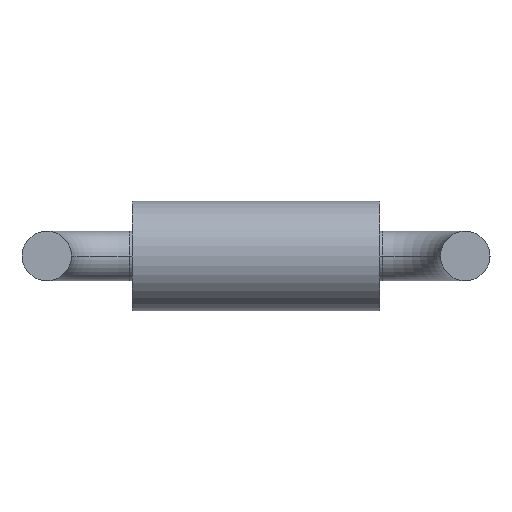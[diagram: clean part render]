
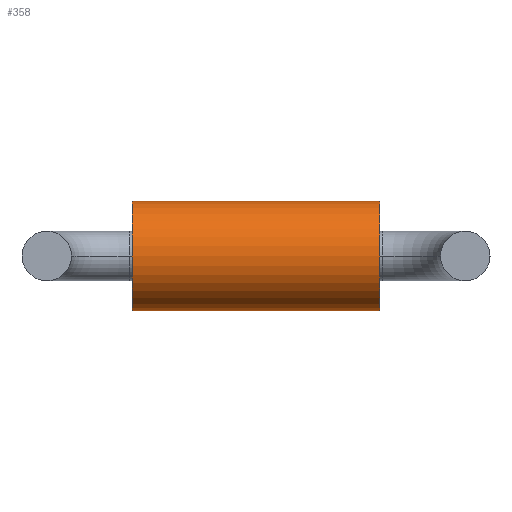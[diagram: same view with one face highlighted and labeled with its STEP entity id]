
A CAD part, front view. The second image highlights one B-rep face of the part: STEP entity #358.
In plain terms, the highlighted cylindrical face has radius 1 mm (diameter 2 mm), a partial arc.
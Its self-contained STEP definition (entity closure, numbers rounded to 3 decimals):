
#6 = CARTESIAN_POINT ( 'NONE',  ( -2.25, 0., -1. ) ) ;
#54 = LINE ( 'NONE', #548, #282 ) ;
#59 = CARTESIAN_POINT ( 'NONE',  ( 2.25, 0., 0. ) ) ;
#116 = DIRECTION ( 'NONE',  ( 0., 0., 1. ) ) ;
#118 = DIRECTION ( 'NONE',  ( -1., 0., 0. ) ) ;
#119 = EDGE_CURVE ( 'NONE', #732, #719, #432, .T. ) ;
#139 = CIRCLE ( 'NONE', #589, 1. ) ;
#165 = EDGE_LOOP ( 'NONE', ( #379, #626, #391, #585 ) ) ;
#170 = DIRECTION ( 'NONE',  ( -1., 0., 0. ) ) ;
#219 = VERTEX_POINT ( 'NONE', #353 ) ;
#228 = DIRECTION ( 'NONE',  ( 1., 0., 0. ) ) ;
#238 = CARTESIAN_POINT ( 'NONE',  ( 2.25, 0., 0. ) ) ;
#282 = VECTOR ( 'NONE', #681, 1000. ) ;
#312 = EDGE_CURVE ( 'NONE', #219, #658, #54, .T. ) ;
#318 = AXIS2_PLACEMENT_3D ( 'NONE', #238, #228, #721 ) ;
#348 = EDGE_CURVE ( 'NONE', #719, #658, #139, .T. ) ;
#352 = AXIS2_PLACEMENT_3D ( 'NONE', #59, #170, #116 ) ;
#353 = CARTESIAN_POINT ( 'NONE',  ( 2.25, 0., -1. ) ) ;
#358 = ADVANCED_FACE ( 'NONE', ( #618 ), #722, .T. ) ;
#372 = CARTESIAN_POINT ( 'NONE',  ( -2.25, 0., 0. ) ) ;
#379 = ORIENTED_EDGE ( 'NONE', *, *, #312, .F. ) ;
#391 = ORIENTED_EDGE ( 'NONE', *, *, #119, .T. ) ;
#432 = LINE ( 'NONE', #674, #568 ) ;
#449 = CARTESIAN_POINT ( 'NONE',  ( -2.25, 0., 1. ) ) ;
#475 = DIRECTION ( 'NONE',  ( 1., 0., 0. ) ) ;
#548 = CARTESIAN_POINT ( 'NONE',  ( 2.25, 0., -1. ) ) ;
#568 = VECTOR ( 'NONE', #118, 1000. ) ;
#585 = ORIENTED_EDGE ( 'NONE', *, *, #348, .T. ) ;
#589 = AXIS2_PLACEMENT_3D ( 'NONE', #372, #475, #612 ) ;
#612 = DIRECTION ( 'NONE',  ( 0., 0., -1. ) ) ;
#618 = FACE_OUTER_BOUND ( 'NONE', #165, .T. ) ;
#626 = ORIENTED_EDGE ( 'NONE', *, *, #633, .F. ) ;
#633 = EDGE_CURVE ( 'NONE', #732, #219, #665, .T. ) ;
#658 = VERTEX_POINT ( 'NONE', #6 ) ;
#665 = CIRCLE ( 'NONE', #318, 1. ) ;
#674 = CARTESIAN_POINT ( 'NONE',  ( 2.25, 0., 1. ) ) ;
#681 = DIRECTION ( 'NONE',  ( -1., 0., 0. ) ) ;
#693 = CARTESIAN_POINT ( 'NONE',  ( 2.25, 0., 1. ) ) ;
#719 = VERTEX_POINT ( 'NONE', #449 ) ;
#721 = DIRECTION ( 'NONE',  ( 0., 0., -1. ) ) ;
#722 = CYLINDRICAL_SURFACE ( 'NONE', #352, 1. ) ;
#732 = VERTEX_POINT ( 'NONE', #693 ) ;
